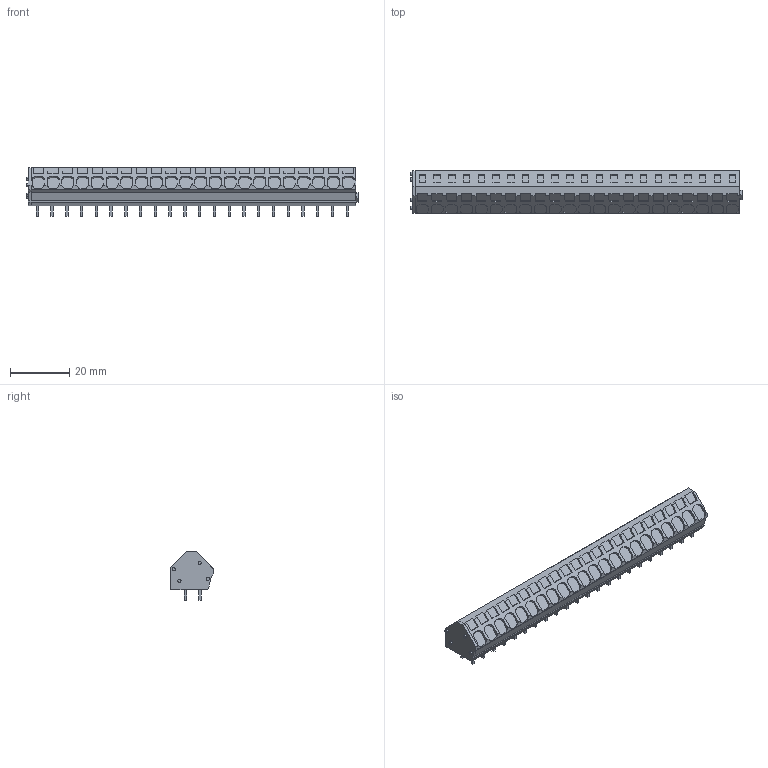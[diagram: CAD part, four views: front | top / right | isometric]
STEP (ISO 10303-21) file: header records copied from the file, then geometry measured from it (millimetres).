
FILE_DESCRIPTION(('CATIA V5R20 STEP214','CAx-IF Rec.Pracs.--- Model Styling and Organization---1.4--- 2014-01-23'),'2;1');
FILE_NAME ('028435-3_0', '2019-03-13T07:07:20+00:00', ('Weidmueller Interface'), ('Weidmueller'), 'CATIA Version 5-6 Release 2016 SP3 HF44', 'CATIA V5 STEP AP214', 'none');
FILE_SCHEMA(('AUTOMOTIVE_DESIGN { 1 0 10303 214 1 1 1 1 }'));
Length unit declared in the file: millimetre
Products named in the file (1): 1960230000
Bounding box: 112.5 x 14.5 x 16.48 mm (x, y, z)
Volume: 15728.9 mm3; surface area: 8205.3 mm2
Topology: 46 solids, 90 shells, 1267 faces, 3246 edges, 2186 vertices
Faces by surface type: plane 921, cylinder 346
Entity records: 34576 total; most frequent: CARTESIAN_POINT 7212, ORIENTED_EDGE 6492, DIRECTION 4032, EDGE_CURVE 3246, VECTOR 2488, LINE 2488, VERTEX_POINT 2186, EDGE_LOOP 1302
